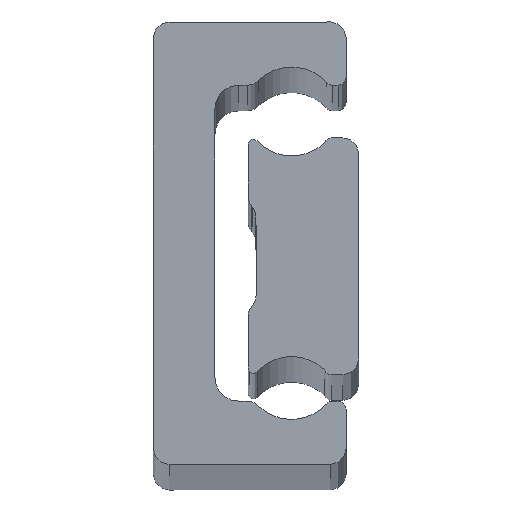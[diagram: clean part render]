
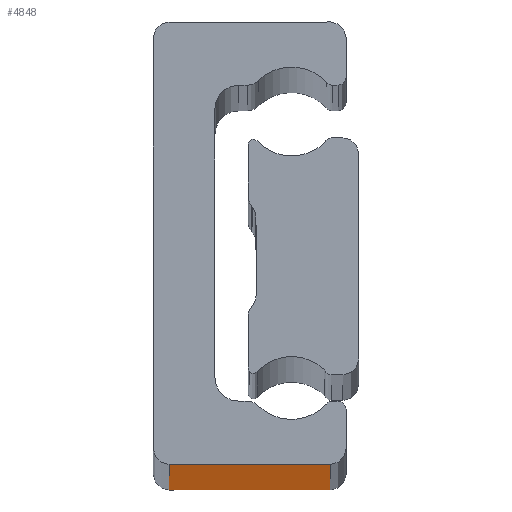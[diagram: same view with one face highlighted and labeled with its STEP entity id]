
A CAD part, top view. The second image highlights one B-rep face of the part: STEP entity #4848.
In plain terms, the highlighted planar face has unit normal (0, -1, 0).
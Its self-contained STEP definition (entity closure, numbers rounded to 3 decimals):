
#93 = DIRECTION ( 'NONE',  ( 0., 0., 1. ) ) ;
#431 = ORIENTED_EDGE ( 'NONE', *, *, #4699, .F. ) ;
#498 = FACE_OUTER_BOUND ( 'NONE', #1548, .T. ) ;
#564 = CARTESIAN_POINT ( 'NONE',  ( 1., -14., -930. ) ) ;
#568 = CARTESIAN_POINT ( 'NONE',  ( 1., -14., -930. ) ) ;
#758 = ORIENTED_EDGE ( 'NONE', *, *, #2517, .F. ) ;
#819 = LINE ( 'NONE', #4468, #2656 ) ;
#825 = VERTEX_POINT ( 'NONE', #568 ) ;
#995 = VECTOR ( 'NONE', #1997, 1000. ) ;
#1017 = ORIENTED_EDGE ( 'NONE', *, *, #4412, .T. ) ;
#1227 = PLANE ( 'NONE',  #1464 ) ;
#1405 = VERTEX_POINT ( 'NONE', #4392 ) ;
#1464 = AXIS2_PLACEMENT_3D ( 'NONE', #3992, #3265, #3236 ) ;
#1514 = DIRECTION ( 'NONE',  ( 1., 0., 0. ) ) ;
#1548 = EDGE_LOOP ( 'NONE', ( #431, #758, #1017, #2320 ) ) ;
#1985 = CARTESIAN_POINT ( 'NONE',  ( 1., -14., 0. ) ) ;
#1997 = DIRECTION ( 'NONE',  ( 0., 0., 1. ) ) ;
#2090 = VERTEX_POINT ( 'NONE', #3599 ) ;
#2147 = DIRECTION ( 'NONE',  ( 1., 0., 0. ) ) ;
#2320 = ORIENTED_EDGE ( 'NONE', *, *, #4569, .T. ) ;
#2341 = CARTESIAN_POINT ( 'NONE',  ( 1., -14., 0. ) ) ;
#2517 = EDGE_CURVE ( 'NONE', #825, #3174, #2781, .T. ) ;
#2546 = LINE ( 'NONE', #564, #3324 ) ;
#2656 = VECTOR ( 'NONE', #93, 1000. ) ;
#2688 = LINE ( 'NONE', #1985, #3559 ) ;
#2781 = LINE ( 'NONE', #4368, #995 ) ;
#3174 = VERTEX_POINT ( 'NONE', #2341 ) ;
#3236 = DIRECTION ( 'NONE',  ( 1., 0., 0. ) ) ;
#3265 = DIRECTION ( 'NONE',  ( 0., -1., 0. ) ) ;
#3324 = VECTOR ( 'NONE', #2147, 1000. ) ;
#3559 = VECTOR ( 'NONE', #1514, 1000. ) ;
#3599 = CARTESIAN_POINT ( 'NONE',  ( 11.2, -14., 0. ) ) ;
#3992 = CARTESIAN_POINT ( 'NONE',  ( 1., -14., -930. ) ) ;
#4368 = CARTESIAN_POINT ( 'NONE',  ( 1., -14., -930. ) ) ;
#4392 = CARTESIAN_POINT ( 'NONE',  ( 11.2, -14., -930. ) ) ;
#4412 = EDGE_CURVE ( 'NONE', #825, #1405, #2546, .T. ) ;
#4468 = CARTESIAN_POINT ( 'NONE',  ( 11.2, -14., -930. ) ) ;
#4569 = EDGE_CURVE ( 'NONE', #1405, #2090, #819, .T. ) ;
#4699 = EDGE_CURVE ( 'NONE', #3174, #2090, #2688, .T. ) ;
#4848 = ADVANCED_FACE ( 'NONE', ( #498 ), #1227, .T. ) ;
